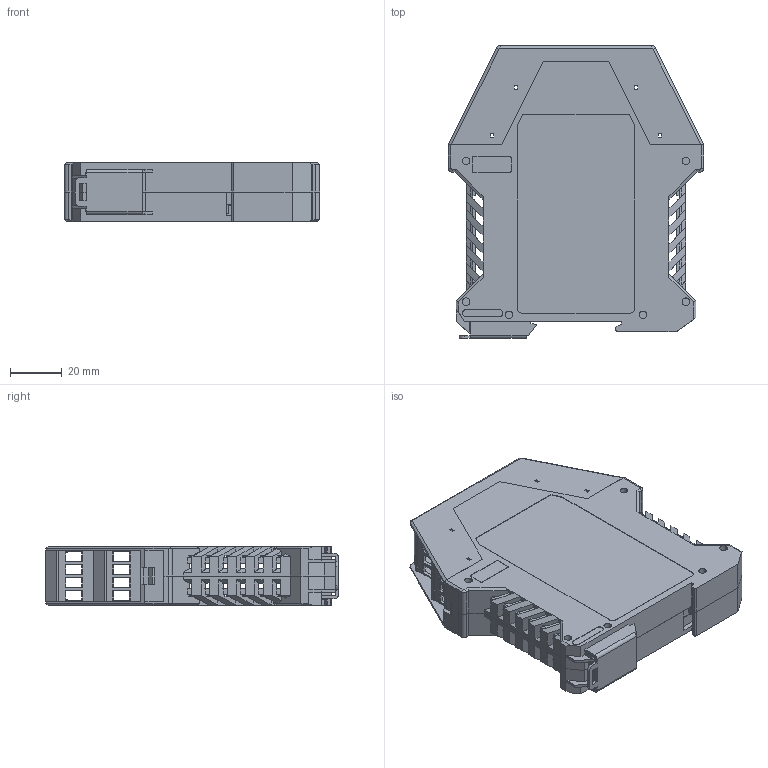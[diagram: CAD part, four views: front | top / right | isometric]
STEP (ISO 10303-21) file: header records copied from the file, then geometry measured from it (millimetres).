
FILE_DESCRIPTION (( 'STEP AP214' ), '1' );
FILE_NAME ('NC62_NC92_NC96_NC97_NC98.STEP', '2021-12-29T15:29:49', ( '' ), ( '' ), 'SwSTEP 2.0', 'SolidWorks 2021', '' );
FILE_SCHEMA (( 'AUTOMOTIVE_DESIGN' ));
Length unit declared in the file: millimetre
Products named in the file (8): NC62_NC92_NC96_NC97_NC98; Fussriegel_17.5_L30_H.Select__00315466; NC62-NC97_base; ME_Verriegelungshaken_H.Select__00446697; ME_22.5_UTR_H_H.Select__00393036; ME_22.5_UTL_H_H.Select__00392903; ME_22.5_OT-MKDSO_H.Select__00273264; NC62-NC97_coperchio
Assembly tree (8 placements, depth 3):
  NC62_NC92_NC96_NC97_NC98
    NC62-NC97_base
      ME_Verriegelungshaken_H.Select__00446697  x2
      ME_22.5_UTL_H_H.Select__00392903
      ME_22.5_UTR_H_H.Select__00393036
      Fussriegel_17.5_L30_H.Select__00315466
    NC62-NC97_coperchio
      ME_22.5_OT-MKDSO_H.Select__00273264
Bounding box: 99 x 113.6 x 22.6 mm (x, y, z)
Volume: 45089.9 mm3; surface area: 59669.5 mm2
Topology: 6 solids, 6 shells, 937 faces, 2895 edges, 1891 vertices
Faces by surface type: plane 802, cylinder 127, cone 8
Entity records: 41923 total; most frequent: ORIENTED_EDGE 5706, CARTESIAN_POINT 5649, DIRECTION 4983, EDGE_CURVE 2853, LINE 2589, VECTOR 2589, VERTEX_POINT 1863, AXIS2_PLACEMENT_3D 1197
